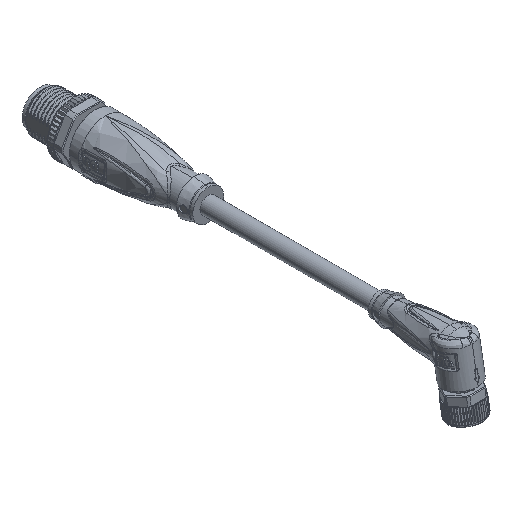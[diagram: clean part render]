
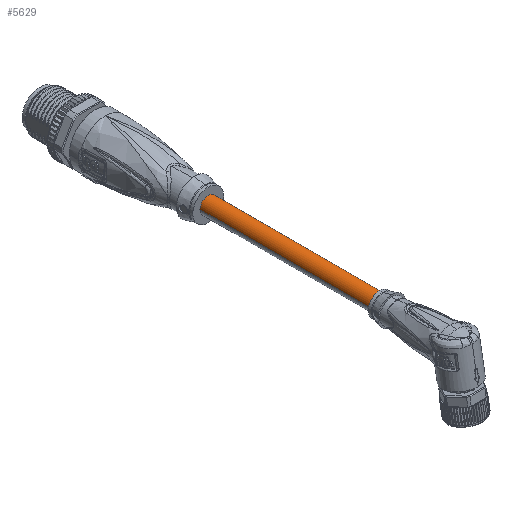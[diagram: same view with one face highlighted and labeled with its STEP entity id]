
A CAD part, isometric view. The second image highlights one B-rep face of the part: STEP entity #5629.
In plain terms, the highlighted cylindrical face has radius 2.4 mm (diameter 4.8 mm), a partial arc.
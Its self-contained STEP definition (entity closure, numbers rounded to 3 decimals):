
#5629=ADVANCED_FACE('',(#13200),#13201,.T.);
#13200=FACE_OUTER_BOUND('',#31529,.T.);
#13201=CYLINDRICAL_SURFACE('',#31530,2.4);
#31529=EDGE_LOOP('',(#94421,#94422,#94423,#94424));
#31530=AXIS2_PLACEMENT_3D('',#94425,#94426,#94427);
#94421=ORIENTED_EDGE('',*,*,#108265,.T.);
#94422=ORIENTED_EDGE('',*,*,#108270,.F.);
#94423=ORIENTED_EDGE('',*,*,#108267,.T.);
#94424=ORIENTED_EDGE('',*,*,#108271,.F.);
#94425=CARTESIAN_POINT('',(0.0,47.5,0.0));
#94426=DIRECTION('',(-0.0,1.0,0.0));
#94427=DIRECTION('',(1.0,0.0,0.0));
#108265=EDGE_CURVE('',#116549,#116550,#116551,.T.);
#108267=EDGE_CURVE('',#116554,#116552,#116555,.T.);
#108270=EDGE_CURVE('',#116554,#116550,#116558,.T.);
#108271=EDGE_CURVE('',#116549,#116552,#116559,.T.);
#116549=VERTEX_POINT('',#133926);
#116550=VERTEX_POINT('',#133927);
#116551=LINE('',#133928,#133929);
#116552=VERTEX_POINT('',#133930);
#116554=VERTEX_POINT('',#133932);
#116555=LINE('',#133933,#133934);
#116558=CIRCLE('',#133937,2.4);
#116559=CIRCLE('',#133938,2.4);
#133926=CARTESIAN_POINT('',(2.4,22.5,0.0));
#133927=CARTESIAN_POINT('',(2.4,72.5,0.0));
#133928=CARTESIAN_POINT('',(2.4,47.5,0.));
#133929=VECTOR('',#146151,1.0);
#133930=CARTESIAN_POINT('',(-2.4,22.5,0.));
#133932=CARTESIAN_POINT('',(-2.4,72.5,0.));
#133933=CARTESIAN_POINT('',(-2.4,47.5,0.));
#133934=VECTOR('',#146155,1.0);
#133937=AXIS2_PLACEMENT_3D('',#146159,#146160,#146161);
#133938=AXIS2_PLACEMENT_3D('',#146162,#146163,#146164);
#146151=DIRECTION('',(0.0,1.0,0.0));
#146155=DIRECTION('',(-0.0,-1.0,-0.0));
#146159=CARTESIAN_POINT('',(0.0,72.5,0.0));
#146160=DIRECTION('',(-0.0,1.0,0.0));
#146161=DIRECTION('',(1.0,0.0,0.0));
#146162=CARTESIAN_POINT('',(0.0,22.5,0.0));
#146163=DIRECTION('',(0.0,-1.0,0.0));
#146164=DIRECTION('',(1.0,0.0,0.0));
